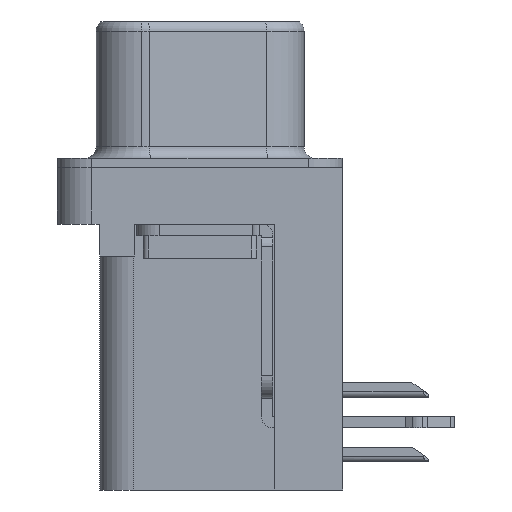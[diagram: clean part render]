
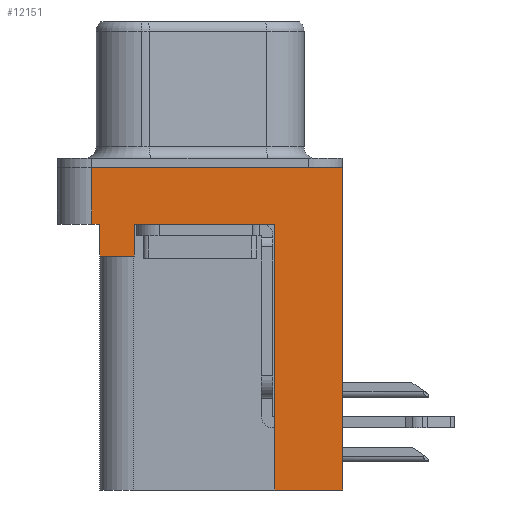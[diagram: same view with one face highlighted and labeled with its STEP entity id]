
A CAD part, left-side view. The second image highlights one B-rep face of the part: STEP entity #12151.
In plain terms, the highlighted planar face has unit normal (-1, 0, 0).
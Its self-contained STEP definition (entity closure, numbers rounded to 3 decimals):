
#287 = VECTOR ( 'NONE', #14571, 1000. ) ;
#327 = DIRECTION ( 'NONE',  ( 0., 0., 1. ) ) ;
#628 = LINE ( 'NONE', #11570, #8189 ) ;
#670 = EDGE_CURVE ( 'NONE', #11385, #4073, #9910, .T. ) ;
#751 = VECTOR ( 'NONE', #10219, 1000. ) ;
#794 = VERTEX_POINT ( 'NONE', #1326 ) ;
#814 = ORIENTED_EDGE ( 'NONE', *, *, #670, .F. ) ;
#872 = CARTESIAN_POINT ( 'NONE',  ( -2.91, 4.775, 0. ) ) ;
#1115 = LINE ( 'NONE', #12737, #751 ) ;
#1180 = ORIENTED_EDGE ( 'NONE', *, *, #11060, .F. ) ;
#1326 = CARTESIAN_POINT ( 'NONE',  ( -2.91, -6.275, 0. ) ) ;
#1443 = DIRECTION ( 'NONE',  ( 0., -1., 0. ) ) ;
#1698 = DIRECTION ( 'NONE',  ( 0., 0., 1. ) ) ;
#1940 = VECTOR ( 'NONE', #13461, 1000. ) ;
#2037 = VERTEX_POINT ( 'NONE', #4169 ) ;
#2060 = CARTESIAN_POINT ( 'NONE',  ( -2.91, -3.295, -14.2 ) ) ;
#2102 = EDGE_CURVE ( 'NONE', #13674, #2437, #13272, .T. ) ;
#2437 = VERTEX_POINT ( 'NONE', #872 ) ;
#2470 = LINE ( 'NONE', #9483, #7217 ) ;
#2896 = DIRECTION ( 'NONE',  ( 0., -1., 0. ) ) ;
#3165 = VECTOR ( 'NONE', #5367, 1000. ) ;
#3315 = CARTESIAN_POINT ( 'NONE',  ( -2.91, 4.425, -3.9 ) ) ;
#3619 = EDGE_CURVE ( 'NONE', #8578, #8067, #9515, .T. ) ;
#3728 = PLANE ( 'NONE',  #6299 ) ;
#4021 = DIRECTION ( 'NONE',  ( 0., 0., 1. ) ) ;
#4073 = VERTEX_POINT ( 'NONE', #2060 ) ;
#4169 = CARTESIAN_POINT ( 'NONE',  ( -2.91, -3.295, -2.5 ) ) ;
#5260 = ORIENTED_EDGE ( 'NONE', *, *, #12642, .F. ) ;
#5276 = ORIENTED_EDGE ( 'NONE', *, *, #9616, .T. ) ;
#5342 = ORIENTED_EDGE ( 'NONE', *, *, #3619, .F. ) ;
#5367 = DIRECTION ( 'NONE',  ( 0., 0., 1. ) ) ;
#5534 = CARTESIAN_POINT ( 'NONE',  ( -2.91, -6.275, -2.5 ) ) ;
#5761 = EDGE_CURVE ( 'NONE', #11385, #794, #14487, .T. ) ;
#5957 = FACE_OUTER_BOUND ( 'NONE', #7523, .T. ) ;
#6133 = CARTESIAN_POINT ( 'NONE',  ( -2.91, 2.895, -2.5 ) ) ;
#6238 = CARTESIAN_POINT ( 'NONE',  ( -2.91, 4.775, -2.5 ) ) ;
#6299 = AXIS2_PLACEMENT_3D ( 'NONE', #7143, #12921, #327 ) ;
#6337 = LINE ( 'NONE', #12125, #3165 ) ;
#6448 = CARTESIAN_POINT ( 'NONE',  ( -2.91, 2.895, -3.9 ) ) ;
#7143 = CARTESIAN_POINT ( 'NONE',  ( -2.91, -6.275, -2.5 ) ) ;
#7217 = VECTOR ( 'NONE', #1698, 1000. ) ;
#7423 = CARTESIAN_POINT ( 'NONE',  ( -2.91, -6.275, -2.5 ) ) ;
#7523 = EDGE_LOOP ( 'NONE', ( #8778, #7884, #5276, #5342, #5260, #13617, #12688, #1180, #814, #9410 ) ) ;
#7884 = ORIENTED_EDGE ( 'NONE', *, *, #2102, .F. ) ;
#8067 = VERTEX_POINT ( 'NONE', #9710 ) ;
#8108 = EDGE_CURVE ( 'NONE', #9772, #2037, #10581, .T. ) ;
#8189 = VECTOR ( 'NONE', #1443, 1000. ) ;
#8578 = VERTEX_POINT ( 'NONE', #10560 ) ;
#8778 = ORIENTED_EDGE ( 'NONE', *, *, #12134, .F. ) ;
#9410 = ORIENTED_EDGE ( 'NONE', *, *, #5761, .T. ) ;
#9467 = VERTEX_POINT ( 'NONE', #6448 ) ;
#9483 = CARTESIAN_POINT ( 'NONE',  ( -2.91, -3.295, -14.2 ) ) ;
#9515 = LINE ( 'NONE', #14158, #12865 ) ;
#9616 = EDGE_CURVE ( 'NONE', #13674, #8067, #1115, .T. ) ;
#9710 = CARTESIAN_POINT ( 'NONE',  ( -2.91, 4.425, -2.5 ) ) ;
#9772 = VERTEX_POINT ( 'NONE', #6133 ) ;
#9910 = LINE ( 'NONE', #10057, #287 ) ;
#10057 = CARTESIAN_POINT ( 'NONE',  ( -2.91, -3.295, -14.2 ) ) ;
#10120 = LINE ( 'NONE', #3315, #11295 ) ;
#10219 = DIRECTION ( 'NONE',  ( 0., -1., 0. ) ) ;
#10327 = EDGE_CURVE ( 'NONE', #9467, #9772, #6337, .T. ) ;
#10520 = VECTOR ( 'NONE', #14154, 1000. ) ;
#10560 = CARTESIAN_POINT ( 'NONE',  ( -2.91, 4.425, -3.9 ) ) ;
#10581 = LINE ( 'NONE', #7423, #13507 ) ;
#11060 = EDGE_CURVE ( 'NONE', #4073, #2037, #2470, .T. ) ;
#11161 = DIRECTION ( 'NONE',  ( 0., 1., 0. ) ) ;
#11295 = VECTOR ( 'NONE', #11161, 1000. ) ;
#11385 = VERTEX_POINT ( 'NONE', #12036 ) ;
#11570 = CARTESIAN_POINT ( 'NONE',  ( -2.91, -6.275, 0. ) ) ;
#12036 = CARTESIAN_POINT ( 'NONE',  ( -2.91, -6.275, -14.2 ) ) ;
#12125 = CARTESIAN_POINT ( 'NONE',  ( -2.91, 2.895, -3.9 ) ) ;
#12134 = EDGE_CURVE ( 'NONE', #2437, #794, #628, .T. ) ;
#12151 = ADVANCED_FACE ( 'NONE', ( #5957 ), #3728, .T. ) ;
#12623 = CARTESIAN_POINT ( 'NONE',  ( -2.91, 4.775, -2.5 ) ) ;
#12642 = EDGE_CURVE ( 'NONE', #9467, #8578, #10120, .T. ) ;
#12688 = ORIENTED_EDGE ( 'NONE', *, *, #8108, .T. ) ;
#12737 = CARTESIAN_POINT ( 'NONE',  ( -2.91, -6.275, -2.5 ) ) ;
#12865 = VECTOR ( 'NONE', #4021, 1000. ) ;
#12921 = DIRECTION ( 'NONE',  ( -1., 0., 0. ) ) ;
#13272 = LINE ( 'NONE', #6238, #10520 ) ;
#13461 = DIRECTION ( 'NONE',  ( 0., 0., 1. ) ) ;
#13507 = VECTOR ( 'NONE', #2896, 1000. ) ;
#13617 = ORIENTED_EDGE ( 'NONE', *, *, #10327, .T. ) ;
#13674 = VERTEX_POINT ( 'NONE', #12623 ) ;
#14154 = DIRECTION ( 'NONE',  ( 0., 0., 1. ) ) ;
#14158 = CARTESIAN_POINT ( 'NONE',  ( -2.91, 4.425, -3.9 ) ) ;
#14487 = LINE ( 'NONE', #5534, #1940 ) ;
#14571 = DIRECTION ( 'NONE',  ( 0., 1., 0. ) ) ;
